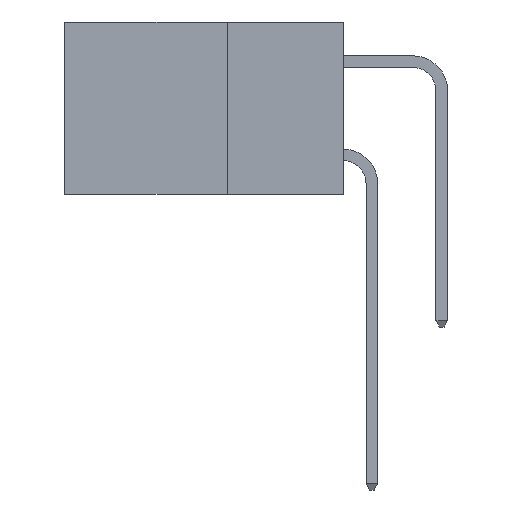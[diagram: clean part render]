
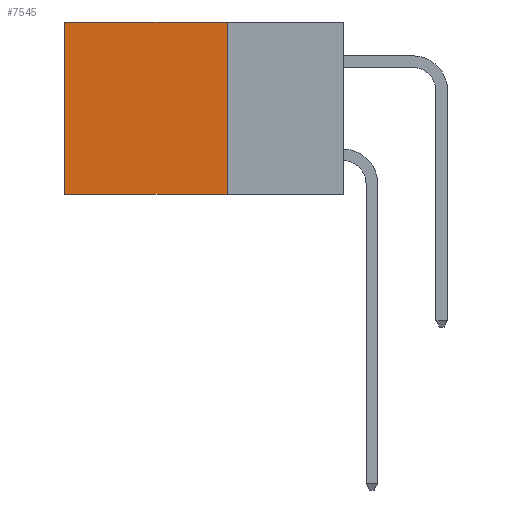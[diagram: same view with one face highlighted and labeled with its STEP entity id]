
A CAD part, left-side view. The second image highlights one B-rep face of the part: STEP entity #7545.
In plain terms, the highlighted planar face has unit normal (-1, 0, 0).
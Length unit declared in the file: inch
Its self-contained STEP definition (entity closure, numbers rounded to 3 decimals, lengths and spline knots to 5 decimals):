
#1337 = VERTEX_POINT ( 'NONE', #16471 ) ;
#1530 = CARTESIAN_POINT ( 'NONE',  ( 0.2615, 0.6, -0.37 ) ) ;
#1585 = CARTESIAN_POINT ( 'NONE',  ( 0.2615, 0.25, 0. ) ) ;
#2535 = LINE ( 'NONE', #13997, #7095 ) ;
#2597 = VECTOR ( 'NONE', #7570, 39.37008 ) ;
#3043 = FACE_OUTER_BOUND ( 'NONE', #5796, .T. ) ;
#3669 = DIRECTION ( 'NONE',  ( 0., 0., -1. ) ) ;
#4280 = LINE ( 'NONE', #1530, #16926 ) ;
#5747 = DIRECTION ( 'NONE',  ( 1., 0., 0. ) ) ;
#5796 = EDGE_LOOP ( 'NONE', ( #9764, #5934, #13243, #12861 ) ) ;
#5934 = ORIENTED_EDGE ( 'NONE', *, *, #20718, .F. ) ;
#7095 = VECTOR ( 'NONE', #3669, 39.37008 ) ;
#7545 = ADVANCED_FACE ( 'NONE', ( #3043 ), #21145, .F. ) ;
#7570 = DIRECTION ( 'NONE',  ( 0., 1., 0. ) ) ;
#9191 = VERTEX_POINT ( 'NONE', #15386 ) ;
#9511 = EDGE_CURVE ( 'NONE', #1337, #10433, #4280, .T. ) ;
#9764 = ORIENTED_EDGE ( 'NONE', *, *, #9511, .T. ) ;
#10433 = VERTEX_POINT ( 'NONE', #12531 ) ;
#11027 = CARTESIAN_POINT ( 'NONE',  ( 0.2615, 0.25, -0.37 ) ) ;
#12126 = VERTEX_POINT ( 'NONE', #1585 ) ;
#12531 = CARTESIAN_POINT ( 'NONE',  ( 0.2615, 0.6, -0.37 ) ) ;
#12747 = DIRECTION ( 'NONE',  ( 0., 1., 0. ) ) ;
#12861 = ORIENTED_EDGE ( 'NONE', *, *, #21475, .T. ) ;
#13144 = LINE ( 'NONE', #11027, #17153 ) ;
#13243 = ORIENTED_EDGE ( 'NONE', *, *, #18212, .F. ) ;
#13619 = DIRECTION ( 'NONE',  ( 0., 0., -1. ) ) ;
#13997 = CARTESIAN_POINT ( 'NONE',  ( 0.2615, 0.25, -0.37 ) ) ;
#14081 = AXIS2_PLACEMENT_3D ( 'NONE', #16030, #5747, #17760 ) ;
#14516 = CARTESIAN_POINT ( 'NONE',  ( 0.2615, 0.25, 0. ) ) ;
#15386 = CARTESIAN_POINT ( 'NONE',  ( 0.2615, 0.25, -0.37 ) ) ;
#16030 = CARTESIAN_POINT ( 'NONE',  ( 0.2615, 0.25, -0.37 ) ) ;
#16308 = LINE ( 'NONE', #14516, #2597 ) ;
#16471 = CARTESIAN_POINT ( 'NONE',  ( 0.2615, 0.6, 0. ) ) ;
#16926 = VECTOR ( 'NONE', #13619, 39.37008 ) ;
#17153 = VECTOR ( 'NONE', #12747, 39.37008 ) ;
#17760 = DIRECTION ( 'NONE',  ( 0., 0., -1. ) ) ;
#18212 = EDGE_CURVE ( 'NONE', #12126, #9191, #2535, .T. ) ;
#20718 = EDGE_CURVE ( 'NONE', #9191, #10433, #13144, .T. ) ;
#21145 = PLANE ( 'NONE',  #14081 ) ;
#21475 = EDGE_CURVE ( 'NONE', #12126, #1337, #16308, .T. ) ;
